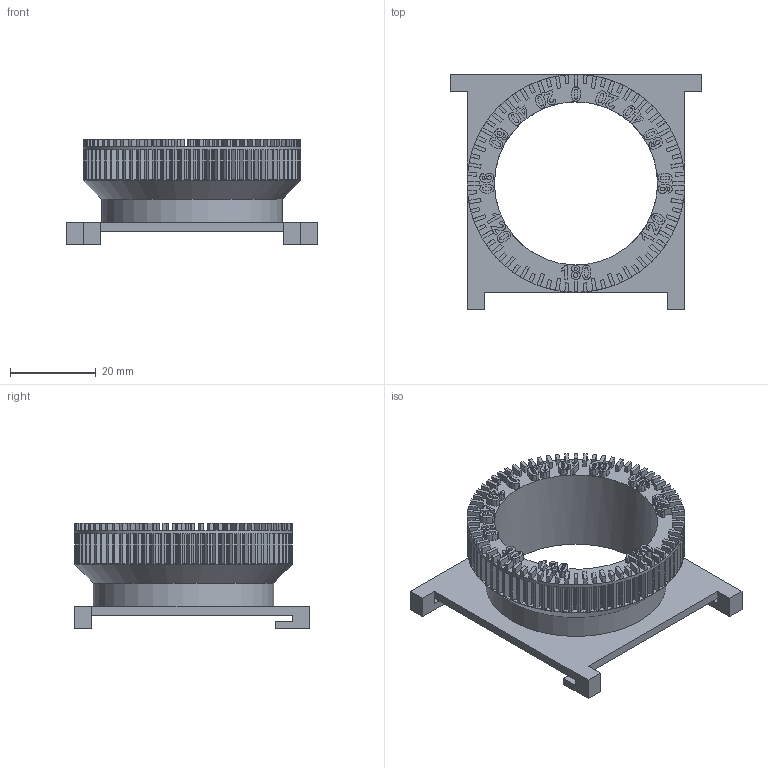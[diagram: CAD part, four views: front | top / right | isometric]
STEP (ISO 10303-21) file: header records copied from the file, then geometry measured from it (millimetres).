
FILE_DESCRIPTION(/* description */ (''),/* implementation_level */ '2;1');
FILE_NAME(/* name */ '(F)Rotating_Analyzer_Gear.step',/* time_stamp */ '2021-05-14T07:45:22-05:00',/* author */ (''),/* organization */ (''),/* preprocessor_version */ 'ST-DEVELOPER v18.1',/* originating_system */ 'Autodesk Translation Framework v10.6.0.1341',/* authorisation */ '');
FILE_SCHEMA (('AUTOMOTIVE_DESIGN { 1 0 10303 214 3 1 1 }'));
Products named in the file (1): (F)Rotating_Analyzer_Gear
Bounding box: 58.8 x 54.8 x 24.73 mm (x, y, z)
Volume: 14102.5 mm3; surface area: 11877.4 mm2
Topology: 1 solids, 1 shells, 1472 faces, 3827 edges, 2548 vertices
Faces by surface type: bspline 741, plane 727, cylinder 3, cone 1
Full cylindrical faces by diameter (mm): 38.1 x1, 42.1 x1, 50.8 x1
Entity records: 52003 total; most frequent: CARTESIAN_POINT 20789, ORIENTED_EDGE 7654, DIRECTION 3967, EDGE_CURVE 3827, VERTEX_POINT 2548, LINE 2179, VECTOR 2179, EDGE_LOOP 1665
